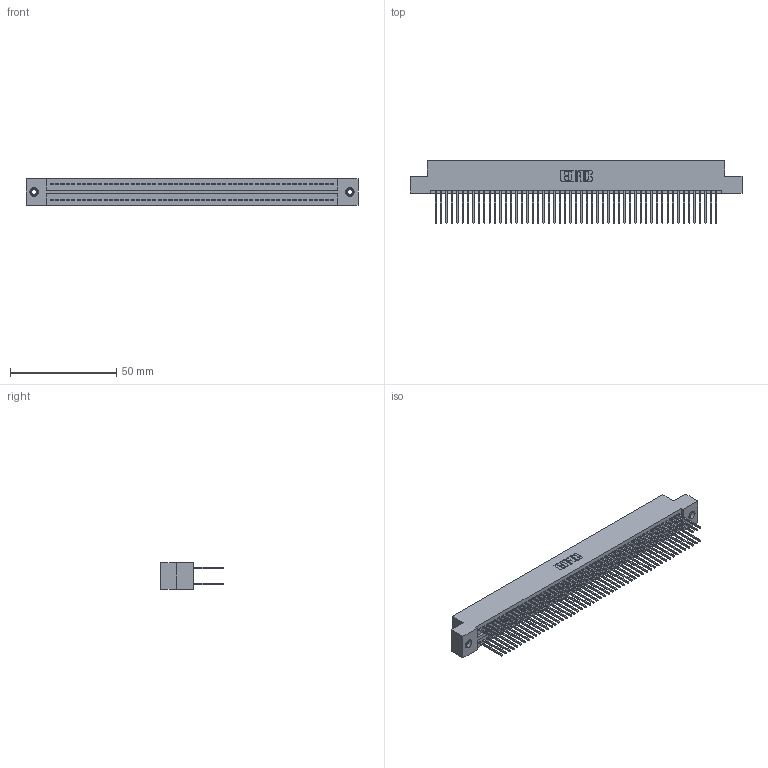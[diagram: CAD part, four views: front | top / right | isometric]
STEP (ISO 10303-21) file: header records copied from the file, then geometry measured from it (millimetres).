
FILE_DESCRIPTION (( 'STEP AP203' ), '1' );
FILE_NAME ('325-106-540-208.STEP', '2020-02-25T07:19:33', ( '' ), ( '' ), 'SwSTEP 2.0', 'SolidWorks 2016', '' );
FILE_SCHEMA (( 'CONFIG_CONTROL_DESIGN' ));
Length unit declared in the file: inch
Products named in the file (4): 325-292-001_325-293-140; 325 Part_TI; 345-250-001_345-250-003-102; 325-106-540-208
Assembly tree (109 placements, depth 2):
  325-106-540-208
    325 Part_TI
    325-292-001_325-293-140  x106
    345-250-001_345-250-003-102  x2
Bounding box: 156.34 x 29.46 x 12.45 mm (x, y, z)
Volume: 20676.7 mm3; surface area: 27213.7 mm2
Topology: 109 solids, 109 shells, 5686 faces, 16877 edges, 11102 vertices
Faces by surface type: plane 3918, cylinder 1752, cone 12, torus 4
Entity records: 33878 total; most frequent: CARTESIAN_POINT 5585, ORIENTED_EDGE 5514, DIRECTION 4783, EDGE_CURVE 2757, LINE 2609, VECTOR 2609, VERTEX_POINT 1832, AXIS2_PLACEMENT_3D 1087
